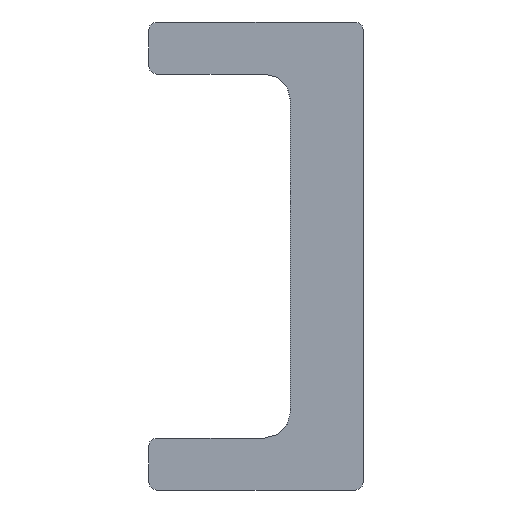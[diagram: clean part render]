
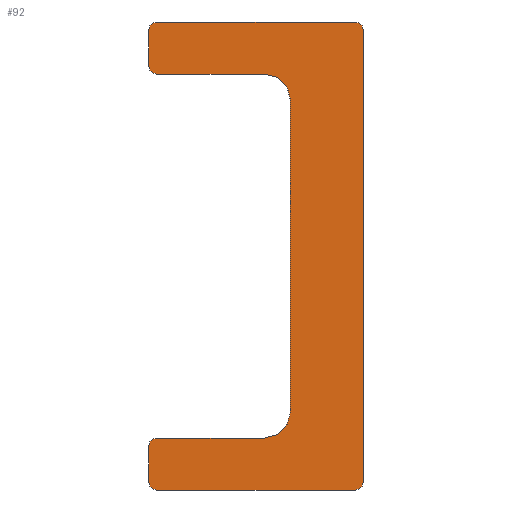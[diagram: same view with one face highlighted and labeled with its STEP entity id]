
A CAD part, front view. The second image highlights one B-rep face of the part: STEP entity #92.
In plain terms, the highlighted planar face has unit normal (0, -1, 0).
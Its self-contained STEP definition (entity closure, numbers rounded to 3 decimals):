
#92 = ADVANCED_FACE( '', ( #231 ), #232, .F. );
#231 = FACE_OUTER_BOUND( '', #482, .T. );
#232 = PLANE( '', #483 );
#482 = EDGE_LOOP( '', ( #757, #758, #759, #760, #761, #762, #763, #764, #765, #766, #767, #768, #769, #770, #771, #772 ) );
#483 = AXIS2_PLACEMENT_3D( '', #773, #774, #775 );
#757 = ORIENTED_EDGE( '', *, *, #1171, .F. );
#758 = ORIENTED_EDGE( '', *, *, #1172, .T. );
#759 = ORIENTED_EDGE( '', *, *, #1173, .F. );
#760 = ORIENTED_EDGE( '', *, *, #1174, .T. );
#761 = ORIENTED_EDGE( '', *, *, #1175, .F. );
#762 = ORIENTED_EDGE( '', *, *, #1176, .T. );
#763 = ORIENTED_EDGE( '', *, *, #1177, .F. );
#764 = ORIENTED_EDGE( '', *, *, #1178, .T. );
#765 = ORIENTED_EDGE( '', *, *, #1179, .F. );
#766 = ORIENTED_EDGE( '', *, *, #1180, .T. );
#767 = ORIENTED_EDGE( '', *, *, #1181, .F. );
#768 = ORIENTED_EDGE( '', *, *, #1182, .T. );
#769 = ORIENTED_EDGE( '', *, *, #1183, .F. );
#770 = ORIENTED_EDGE( '', *, *, #1141, .T. );
#771 = ORIENTED_EDGE( '', *, *, #1184, .F. );
#772 = ORIENTED_EDGE( '', *, *, #1185, .T. );
#773 = CARTESIAN_POINT( '', ( -4.125, 0., 9. ) );
#774 = DIRECTION( '', ( 0., 1., 0. ) );
#775 = DIRECTION( '', ( 0., 0., 1. ) );
#1141 = EDGE_CURVE( '', #1305, #1303, #1306, .F. );
#1171 = EDGE_CURVE( '', #1357, #1358, #1359, .T. );
#1172 = EDGE_CURVE( '', #1357, #1360, #1361, .F. );
#1173 = EDGE_CURVE( '', #1362, #1360, #1363, .T. );
#1174 = EDGE_CURVE( '', #1362, #1364, #1365, .F. );
#1175 = EDGE_CURVE( '', #1366, #1364, #1367, .T. );
#1176 = EDGE_CURVE( '', #1366, #1368, #1369, .F. );
#1177 = EDGE_CURVE( '', #1370, #1368, #1371, .T. );
#1178 = EDGE_CURVE( '', #1370, #1372, #1373, .T. );
#1179 = EDGE_CURVE( '', #1374, #1372, #1375, .T. );
#1180 = EDGE_CURVE( '', #1374, #1376, #1377, .T. );
#1181 = EDGE_CURVE( '', #1378, #1376, #1379, .T. );
#1182 = EDGE_CURVE( '', #1378, #1380, #1381, .F. );
#1183 = EDGE_CURVE( '', #1305, #1380, #1382, .T. );
#1184 = EDGE_CURVE( '', #1383, #1303, #1384, .T. );
#1185 = EDGE_CURVE( '', #1383, #1358, #1385, .F. );
#1303 = VERTEX_POINT( '', #1553 );
#1305 = VERTEX_POINT( '', #1556 );
#1306 = CIRCLE( '', #1557, 0.3 );
#1357 = VERTEX_POINT( '', #1617 );
#1358 = VERTEX_POINT( '', #1618 );
#1359 = LINE( '', #1619, #1620 );
#1360 = VERTEX_POINT( '', #1621 );
#1361 = CIRCLE( '', #1622, 0.3 );
#1362 = VERTEX_POINT( '', #1623 );
#1363 = LINE( '', #1624, #1625 );
#1364 = VERTEX_POINT( '', #1626 );
#1365 = CIRCLE( '', #1627, 0.3 );
#1366 = VERTEX_POINT( '', #1628 );
#1367 = LINE( '', #1629, #1630 );
#1368 = VERTEX_POINT( '', #1631 );
#1369 = CIRCLE( '', #1632, 0.3 );
#1370 = VERTEX_POINT( '', #1633 );
#1371 = LINE( '', #1634, #1635 );
#1372 = VERTEX_POINT( '', #1636 );
#1373 = CIRCLE( '', #1637, 1. );
#1374 = VERTEX_POINT( '', #1638 );
#1375 = LINE( '', #1639, #1640 );
#1376 = VERTEX_POINT( '', #1641 );
#1377 = CIRCLE( '', #1642, 1. );
#1378 = VERTEX_POINT( '', #1643 );
#1379 = LINE( '', #1644, #1645 );
#1380 = VERTEX_POINT( '', #1646 );
#1381 = CIRCLE( '', #1647, 0.3 );
#1382 = LINE( '', #1648, #1649 );
#1383 = VERTEX_POINT( '', #1650 );
#1384 = LINE( '', #1651, #1652 );
#1385 = CIRCLE( '', #1653, 0.3 );
#1553 = CARTESIAN_POINT( '', ( -3.825, 0., -9. ) );
#1556 = CARTESIAN_POINT( '', ( -4.125, 0., -8.7 ) );
#1557 = AXIS2_PLACEMENT_3D( '', #1835, #1836, #1837 );
#1617 = CARTESIAN_POINT( '', ( 4.125, 0., 8.7 ) );
#1618 = CARTESIAN_POINT( '', ( 4.125, 0., -8.7 ) );
#1619 = CARTESIAN_POINT( '', ( 4.125, 0., 9. ) );
#1620 = VECTOR( '', #1889, 1000. );
#1621 = CARTESIAN_POINT( '', ( 3.825, 0., 9. ) );
#1622 = AXIS2_PLACEMENT_3D( '', #1890, #1891, #1892 );
#1623 = CARTESIAN_POINT( '', ( -3.825, 0., 9. ) );
#1624 = CARTESIAN_POINT( '', ( -4.125, 0., 9. ) );
#1625 = VECTOR( '', #1893, 1000. );
#1626 = CARTESIAN_POINT( '', ( -4.125, 0., 8.7 ) );
#1627 = AXIS2_PLACEMENT_3D( '', #1894, #1895, #1896 );
#1628 = CARTESIAN_POINT( '', ( -4.125, 0., 7.3 ) );
#1629 = CARTESIAN_POINT( '', ( -4.125, 0., -9. ) );
#1630 = VECTOR( '', #1897, 1000. );
#1631 = CARTESIAN_POINT( '', ( -3.825, 0., 7. ) );
#1632 = AXIS2_PLACEMENT_3D( '', #1898, #1899, #1900 );
#1633 = CARTESIAN_POINT( '', ( 0.325, 0., 7. ) );
#1634 = CARTESIAN_POINT( '', ( -4.125, 0., 7. ) );
#1635 = VECTOR( '', #1901, 1000. );
#1636 = CARTESIAN_POINT( '', ( 1.325, 0., 6. ) );
#1637 = AXIS2_PLACEMENT_3D( '', #1902, #1903, #1904 );
#1638 = CARTESIAN_POINT( '', ( 1.325, 0., -6. ) );
#1639 = CARTESIAN_POINT( '', ( 1.325, 0., 7. ) );
#1640 = VECTOR( '', #1905, 1000. );
#1641 = CARTESIAN_POINT( '', ( 0.325, 0., -7. ) );
#1642 = AXIS2_PLACEMENT_3D( '', #1906, #1907, #1908 );
#1643 = CARTESIAN_POINT( '', ( -3.825, 0., -7. ) );
#1644 = CARTESIAN_POINT( '', ( 1.325, 0., -7. ) );
#1645 = VECTOR( '', #1909, 1000. );
#1646 = CARTESIAN_POINT( '', ( -4.125, 0., -7.3 ) );
#1647 = AXIS2_PLACEMENT_3D( '', #1910, #1911, #1912 );
#1648 = CARTESIAN_POINT( '', ( -4.125, 0., -9. ) );
#1649 = VECTOR( '', #1913, 1000. );
#1650 = CARTESIAN_POINT( '', ( 3.825, 0., -9. ) );
#1651 = CARTESIAN_POINT( '', ( 4.125, 0., -9. ) );
#1652 = VECTOR( '', #1914, 1000. );
#1653 = AXIS2_PLACEMENT_3D( '', #1915, #1916, #1917 );
#1835 = CARTESIAN_POINT( '', ( -3.825, 0., -8.7 ) );
#1836 = DIRECTION( '', ( 0., 1., 0. ) );
#1837 = DIRECTION( '', ( 0., 0., 1. ) );
#1889 = DIRECTION( '', ( 0., 0., -1. ) );
#1890 = CARTESIAN_POINT( '', ( 3.825, 0., 8.7 ) );
#1891 = DIRECTION( '', ( 0., 1., 0. ) );
#1892 = DIRECTION( '', ( 0., 0., 1. ) );
#1893 = DIRECTION( '', ( 1., 0., 0. ) );
#1894 = CARTESIAN_POINT( '', ( -3.825, 0., 8.7 ) );
#1895 = DIRECTION( '', ( 0., 1., 0. ) );
#1896 = DIRECTION( '', ( 0., 0., 1. ) );
#1897 = DIRECTION( '', ( 0., 0., 1. ) );
#1898 = CARTESIAN_POINT( '', ( -3.825, 0., 7.3 ) );
#1899 = DIRECTION( '', ( 0., 1., 0. ) );
#1900 = DIRECTION( '', ( 0., 0., 1. ) );
#1901 = DIRECTION( '', ( -1., 0., 0. ) );
#1902 = CARTESIAN_POINT( '', ( 0.325, 0., 6. ) );
#1903 = DIRECTION( '', ( 0., 1., 0. ) );
#1904 = DIRECTION( '', ( 0., 0., 1. ) );
#1905 = DIRECTION( '', ( 0., 0., 1. ) );
#1906 = CARTESIAN_POINT( '', ( 0.325, 0., -6. ) );
#1907 = DIRECTION( '', ( 0., 1., 0. ) );
#1908 = DIRECTION( '', ( 0., 0., 1. ) );
#1909 = DIRECTION( '', ( 1., 0., 0. ) );
#1910 = CARTESIAN_POINT( '', ( -3.825, 0., -7.3 ) );
#1911 = DIRECTION( '', ( 0., 1., 0. ) );
#1912 = DIRECTION( '', ( 0., 0., 1. ) );
#1913 = DIRECTION( '', ( 0., 0., 1. ) );
#1914 = DIRECTION( '', ( -1., 0., 0. ) );
#1915 = CARTESIAN_POINT( '', ( 3.825, 0., -8.7 ) );
#1916 = DIRECTION( '', ( 0., 1., 0. ) );
#1917 = DIRECTION( '', ( 0., 0., 1. ) );
